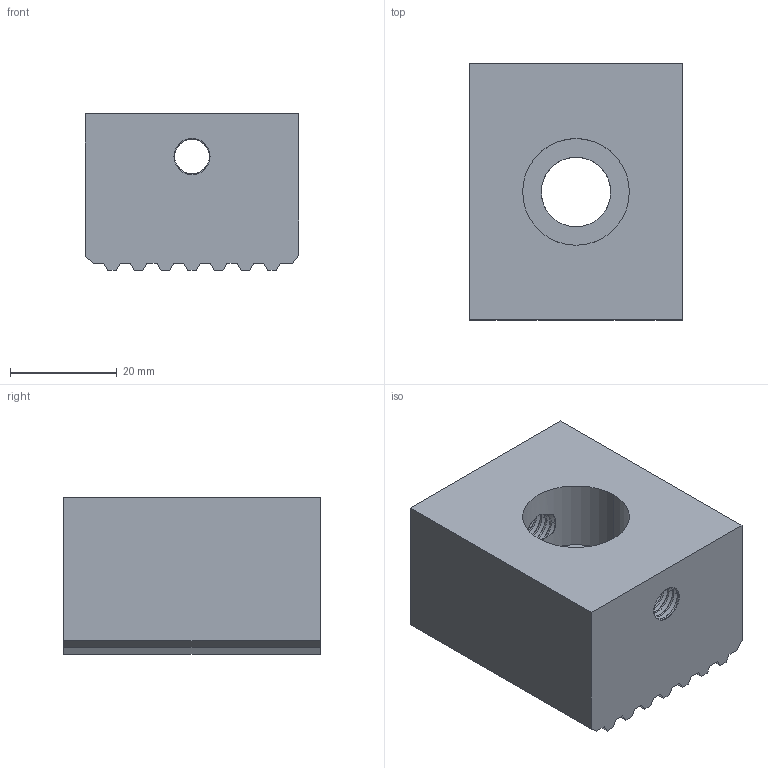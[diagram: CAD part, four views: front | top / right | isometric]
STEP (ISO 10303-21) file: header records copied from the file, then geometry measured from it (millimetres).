
FILE_DESCRIPTION(('STEP AP203'),'1');
FILE_NAME('halderv_eh_1583_300.stp','2014-04-28T17:50:32',('TraceParts'),('TraceParts S.A.'),'XStep 1.0',' ',' ');
FILE_SCHEMA(('CONFIG_CONTROL_DESIGN'));
Length unit declared in the file: millimetre
Products named in the file (1): 1
Bounding box: 40 x 48 x 29.3 mm (x, y, z)
Volume: 47293.6 mm3; surface area: 11288.3 mm2
Topology: 1 solids, 1 shells, 310 faces, 684 edges, 376 vertices
Faces by surface type: cone 108, torus 104, cylinder 52, plane 46
Entity records: 8716 total; most frequent: CARTESIAN_POINT 1691, DIRECTION 1654, ORIENTED_EDGE 1368, AXIS2_PLACEMENT_3D 695, EDGE_CURVE 684, VERTEX_POINT 376, CIRCLE 372, EDGE_LOOP 316
